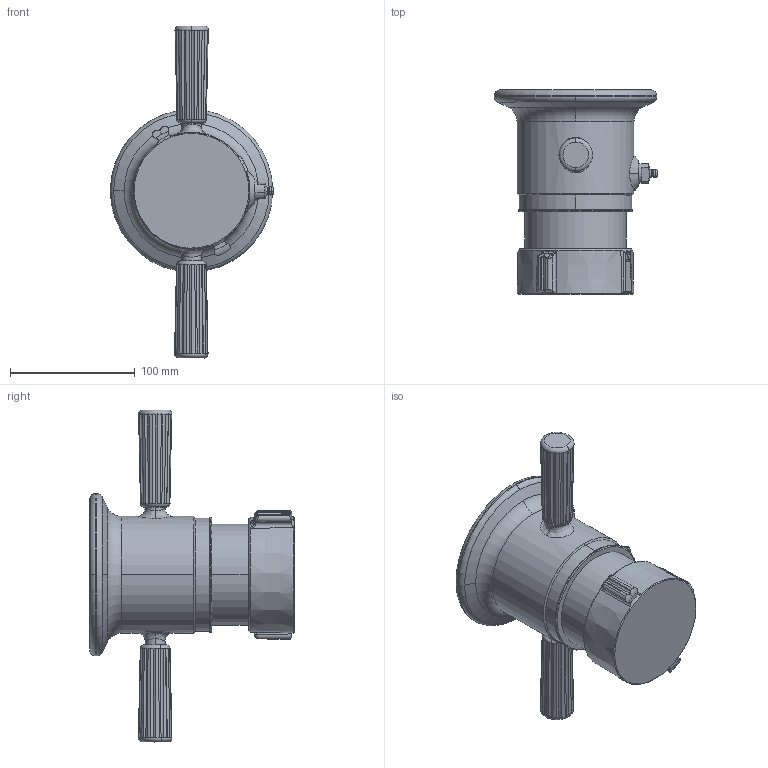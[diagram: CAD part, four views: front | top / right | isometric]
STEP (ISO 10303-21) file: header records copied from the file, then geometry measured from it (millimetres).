
FILE_DESCRIPTION (( 'STEP AP214' ), '1' );
FILE_NAME ('IMS-350&500.STEP', '2022-11-03T14:49:46', ( '' ), ( '' ), 'SwSTEP 2.0', 'SolidWorks 2021', '' );
FILE_SCHEMA (( 'AUTOMOTIVE_DESIGN' ));
Length unit declared in the file: inch
Products named in the file (1): IMS-350&500
Bounding box: 130.98 x 163.74 x 266.12 mm (x, y, z)
Volume: 1235589.9 mm3; surface area: 92169.7 mm2
Topology: 1 solids, 1 shells, 271 faces, 689 edges, 425 vertices
Faces by surface type: plane 76, cylinder 70, cone 58, torus 38, bspline 29
Entity records: 15041 total; most frequent: CARTESIAN_POINT 5340, ORIENTED_EDGE 1370, DIRECTION 1237, EDGE_CURVE 685, AXIS2_PLACEMENT_3D 571, VERTEX_POINT 425, CIRCLE 328, EDGE_LOOP 280
